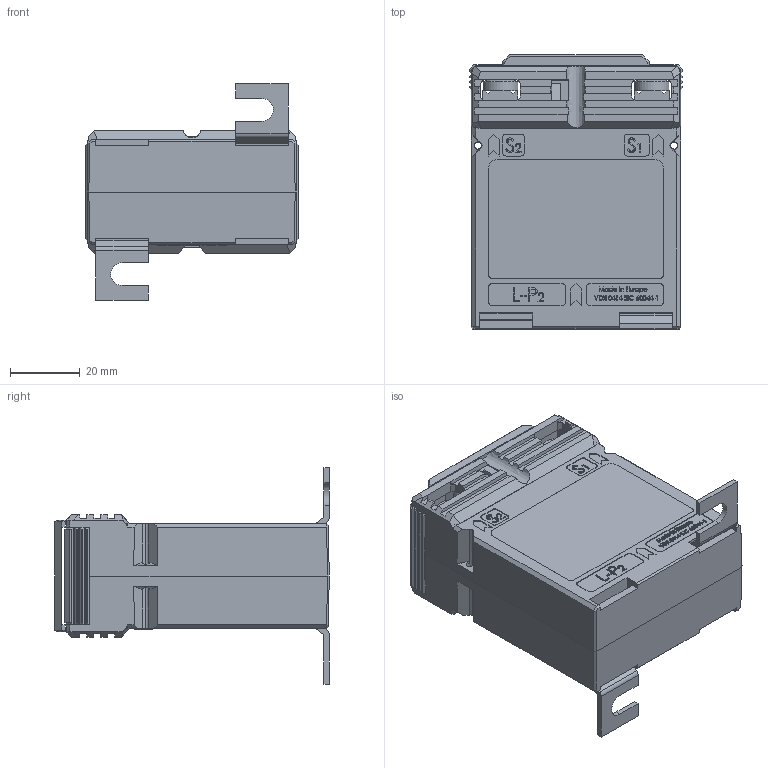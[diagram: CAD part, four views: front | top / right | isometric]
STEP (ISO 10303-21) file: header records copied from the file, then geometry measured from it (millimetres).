
FILE_DESCRIPTION (( 'STEP AP214' ), '1' );
FILE_NAME ('WSK30_kpl.STEP', '2012-01-16T07:46:15', ( ' ' ), ( '' ), 'SwSTEP 2.0', 'SolidWorks 2010', '' );
FILE_SCHEMA (( 'AUTOMOTIVE_DESIGN' ));
Length unit declared in the file: millimetre
Products named in the file (8): Fusswinkel_1,5; MBS_WN-003_04_Klemme_WN-003_02; Verschlussklappe_28mm; Plombierplatte_C; Linsenschraube DIN 7985 4.8 VZ M 5 x 10; WSK30_Gehäuseoberteil; WSK30_kpl; WSK30
Assembly tree (13 placements, depth 2):
  WSK30_kpl
    Plombierplatte_C
    Verschlussklappe_28mm  x2
    Linsenschraube DIN 7985 4.8 VZ M 5 x 10  x4
    WSK30
    MBS_WN-003_04_Klemme_WN-003_02  x2
    Fusswinkel_1,5  x2
    WSK30_Gehäuseoberteil
Bounding box: 61 x 78.5 x 62 mm (x, y, z)
Volume: 131717.8 mm3; surface area: 41972.7 mm2
Topology: 13 solids, 13 shells, 1798 faces, 4693 edges, 3048 vertices
Faces by surface type: plane 1299, bspline 330, cylinder 100, cone 45, sphere 16, torus 8
Entity records: 66441 total; most frequent: CARTESIAN_POINT 29149, ORIENTED_EDGE 8366, DIRECTION 6153, EDGE_CURVE 4183, VECTOR 3245, LINE 3245, VERTEX_POINT 2750, EDGE_LOOP 1725
